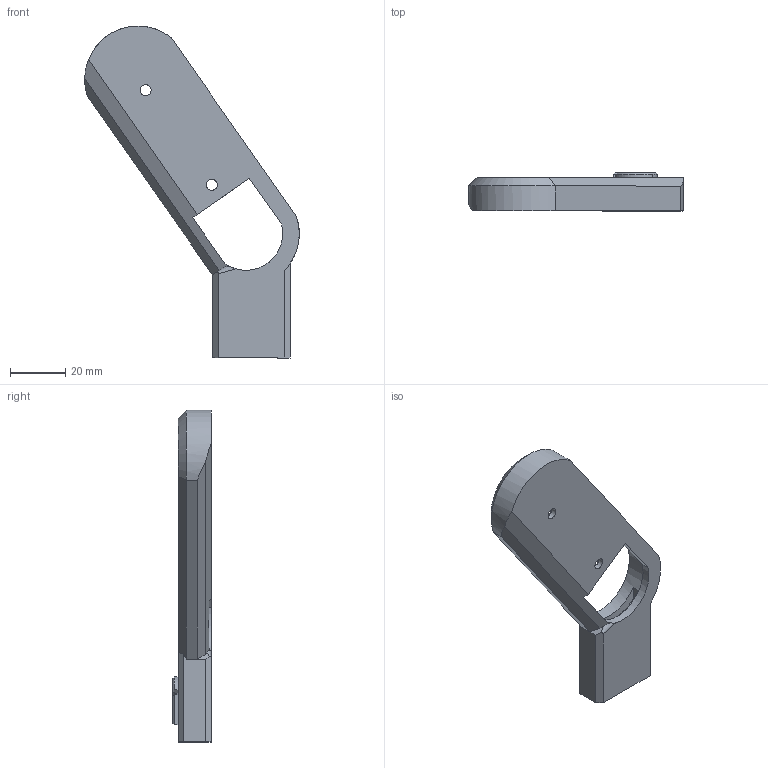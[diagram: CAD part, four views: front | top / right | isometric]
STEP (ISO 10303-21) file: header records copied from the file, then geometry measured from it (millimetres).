
FILE_DESCRIPTION(/* description */ (''),/* implementation_level */ '2;1');
FILE_NAME(/* name */ 'Mudgard_support.step',/* time_stamp */ '2020-01-07T22:17:32+01:00',/* author */ (''),/* organization */ (''),/* preprocessor_version */ 'ST-DEVELOPER v18',/* originating_system */ 'Autodesk Translation Framework v8.12.0.6',/* authorisation */ '');
FILE_SCHEMA (('AUTOMOTIVE_DESIGN { 1 0 10303 214 3 1 1 }'));
Length unit declared in the file: millimetre
Products named in the file (1): FusionComponent
Bounding box: 77.68 x 13.88 x 120.2 mm (x, y, z)
Volume: 23223.1 mm3; surface area: 14473.8 mm2
Topology: 1 solids, 1 shells, 85 faces, 217 edges, 136 vertices
Faces by surface type: plane 66, cylinder 11, cone 8
Full cylindrical faces by diameter (mm): 4 x2
Entity records: 2593 total; most frequent: CARTESIAN_POINT 464, ORIENTED_EDGE 434, DIRECTION 425, EDGE_CURVE 217, LINE 167, VECTOR 167, VERTEX_POINT 136, AXIS2_PLACEMENT_3D 129
